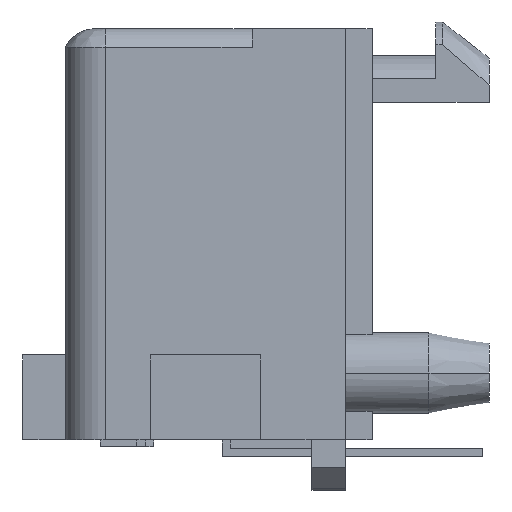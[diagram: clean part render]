
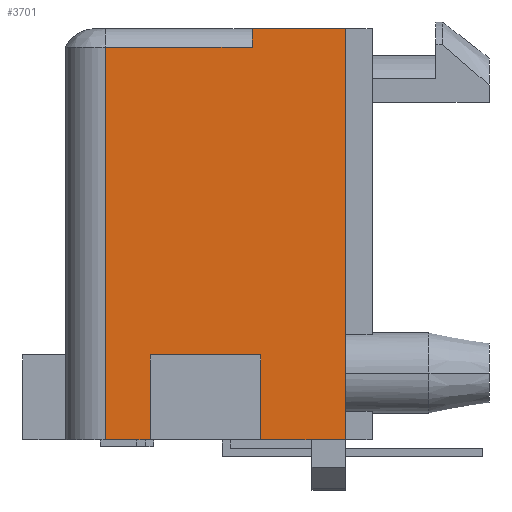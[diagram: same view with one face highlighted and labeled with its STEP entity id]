
A CAD part, left-side view. The second image highlights one B-rep face of the part: STEP entity #3701.
In plain terms, the highlighted planar face has unit normal (-1, 0, 0).
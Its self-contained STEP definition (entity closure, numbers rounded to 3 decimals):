
#132=DIRECTION('',(0.,-1.,0.));
#133=VECTOR('',#132,2.79);
#134=CARTESIAN_POINT('',(-11.5,-1.4,0.));
#135=LINE('',#134,#133);
#273=DIRECTION('',(0.,0.,-1.));
#274=VECTOR('',#273,0.554);
#275=CARTESIAN_POINT('',(-11.5,-1.4,0.));
#276=LINE('',#275,#274);
#277=DIRECTION('',(0.,0.,1.));
#278=VECTOR('',#277,2.54);
#279=CARTESIAN_POINT('',(-11.5,-1.65,-12.3));
#280=LINE('',#279,#278);
#281=DIRECTION('',(0.,1.,0.));
#282=VECTOR('',#281,3.3);
#283=CARTESIAN_POINT('',(-11.5,-1.65,-9.76));
#284=LINE('',#283,#282);
#285=DIRECTION('',(0.,0.,1.));
#286=VECTOR('',#285,2.54);
#287=CARTESIAN_POINT('',(-11.5,1.65,-12.3));
#288=LINE('',#287,#286);
#289=DIRECTION('',(0.,0.,-1.));
#290=VECTOR('',#289,11.746);
#291=CARTESIAN_POINT('',(-11.5,2.99,-0.554));
#292=LINE('',#291,#290);
#293=DIRECTION('',(0.,-1.,0.));
#294=VECTOR('',#293,4.39);
#295=CARTESIAN_POINT('',(-11.5,2.99,-0.554));
#296=LINE('',#295,#294);
#306=DIRECTION('',(0.,0.,-1.));
#307=VECTOR('',#306,12.3);
#308=CARTESIAN_POINT('',(-11.5,-4.19,0.));
#309=LINE('',#308,#307);
#786=DIRECTION('',(0.,-1.,0.));
#787=VECTOR('',#786,1.34);
#788=CARTESIAN_POINT('',(-11.5,2.99,-12.3));
#789=LINE('',#788,#787);
#802=DIRECTION('',(0.,-1.,0.));
#803=VECTOR('',#802,2.54);
#804=CARTESIAN_POINT('',(-11.5,-1.65,-12.3));
#805=LINE('',#804,#803);
#2618=CARTESIAN_POINT('',(-11.5,-4.19,0.));
#2619=CARTESIAN_POINT('',(-11.5,-4.19,-12.3));
#2620=VERTEX_POINT('',#2618);
#2621=VERTEX_POINT('',#2619);
#3072=CARTESIAN_POINT('',(-11.5,-1.65,-9.76));
#3073=CARTESIAN_POINT('',(-11.5,1.65,-9.76));
#3074=VERTEX_POINT('',#3072);
#3075=VERTEX_POINT('',#3073);
#3076=CARTESIAN_POINT('',(-11.5,1.65,-12.3));
#3077=VERTEX_POINT('',#3076);
#3078=CARTESIAN_POINT('',(-11.5,-1.65,-12.3));
#3079=VERTEX_POINT('',#3078);
#3328=CARTESIAN_POINT('',(-11.5,2.99,-12.3));
#3329=VERTEX_POINT('',#3328);
#3334=CARTESIAN_POINT('',(-11.5,-1.4,0.));
#3336=VERTEX_POINT('',#3334);
#3338=CARTESIAN_POINT('',(-11.5,-1.4,-0.554));
#3339=VERTEX_POINT('',#3338);
#3344=CARTESIAN_POINT('',(-11.5,2.99,-0.554));
#3345=VERTEX_POINT('',#3344);
#3677=CARTESIAN_POINT('',(-11.5,2.99,0.));
#3678=DIRECTION('',(-1.,0.,0.));
#3679=DIRECTION('',(0.,-1.,0.));
#3680=AXIS2_PLACEMENT_3D('',#3677,#3678,#3679);
#3681=PLANE('',#3680);
#3682=ORIENTED_EDGE('',*,*,#3671,.F.);
#3683=ORIENTED_EDGE('',*,*,#3443,.T.);
#3685=ORIENTED_EDGE('',*,*,#3684,.T.);
#3687=ORIENTED_EDGE('',*,*,#3686,.F.);
#3689=ORIENTED_EDGE('',*,*,#3688,.T.);
#3691=ORIENTED_EDGE('',*,*,#3690,.T.);
#3693=ORIENTED_EDGE('',*,*,#3692,.F.);
#3695=ORIENTED_EDGE('',*,*,#3694,.F.);
#3697=ORIENTED_EDGE('',*,*,#3696,.F.);
#3698=ORIENTED_EDGE('',*,*,#3658,.T.);
#3699=EDGE_LOOP('',(#3682,#3683,#3685,#3687,#3689,#3691,#3693,#3695,#3697,
#3698));
#3700=FACE_OUTER_BOUND('',#3699,.F.);
#3701=ADVANCED_FACE('',(#3700),#3681,.T.);
#3443=EDGE_CURVE('',#3336,#2620,#135,.T.);
#3658=EDGE_CURVE('',#3345,#3339,#296,.T.);
#3671=EDGE_CURVE('',#3336,#3339,#276,.T.);
#3684=EDGE_CURVE('',#2620,#2621,#309,.T.);
#3686=EDGE_CURVE('',#3079,#2621,#805,.T.);
#3688=EDGE_CURVE('',#3079,#3074,#280,.T.);
#3690=EDGE_CURVE('',#3074,#3075,#284,.T.);
#3692=EDGE_CURVE('',#3077,#3075,#288,.T.);
#3694=EDGE_CURVE('',#3329,#3077,#789,.T.);
#3696=EDGE_CURVE('',#3345,#3329,#292,.T.);
